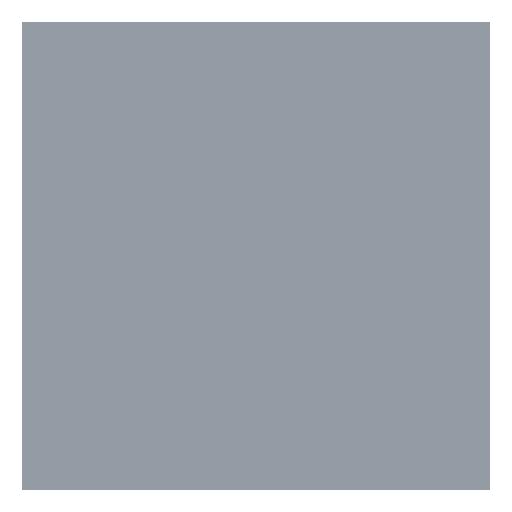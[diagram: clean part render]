
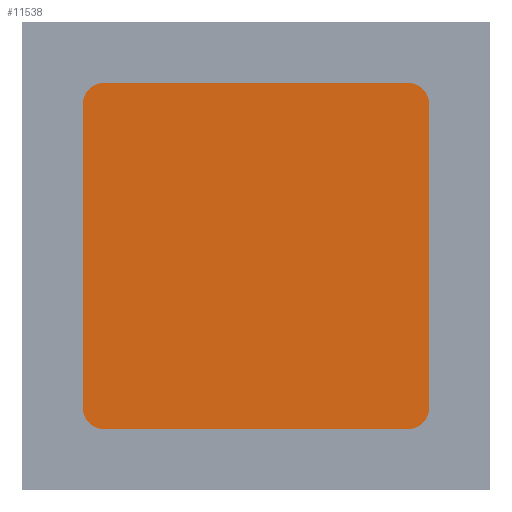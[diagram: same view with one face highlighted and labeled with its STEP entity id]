
A CAD part, top view. The second image highlights one B-rep face of the part: STEP entity #11538.
In plain terms, the highlighted face is planar.
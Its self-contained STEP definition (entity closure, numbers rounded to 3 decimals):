
#11295=CARTESIAN_POINT('',(7.5,0.4,7.5));
#11296=DIRECTION('',(0.,1.,0.));
#11297=DIRECTION('',(0.,0.,1.));
#11298=AXIS2_PLACEMENT_3D('',#11295,#11296,#11297);
#11303=DIRECTION('',(1.,0.,0.));
#11304=VECTOR('',#11303,15.);
#11305=CARTESIAN_POINT('',(-7.5,0.4,8.5));
#11306=LINE('',#11305,#11304);
#11310=CARTESIAN_POINT('',(-7.5,0.4,7.5));
#11311=DIRECTION('',(0.,1.,0.));
#11312=DIRECTION('',(-1.,0.,0.));
#11313=AXIS2_PLACEMENT_3D('',#11310,#11311,#11312);
#11318=DIRECTION('',(0.,0.,1.));
#11319=VECTOR('',#11318,15.);
#11320=CARTESIAN_POINT('',(-8.5,0.4,-7.5));
#11321=LINE('',#11320,#11319);
#11325=CARTESIAN_POINT('',(-7.5,0.4,-7.5));
#11326=DIRECTION('',(0.,1.,0.));
#11327=DIRECTION('',(0.,0.,-1.));
#11328=AXIS2_PLACEMENT_3D('',#11325,#11326,#11327);
#11333=DIRECTION('',(-1.,0.,0.));
#11334=VECTOR('',#11333,15.);
#11335=CARTESIAN_POINT('',(7.5,0.4,-8.5));
#11336=LINE('',#11335,#11334);
#11340=CARTESIAN_POINT('',(7.5,0.4,-7.5));
#11341=DIRECTION('',(0.,1.,0.));
#11342=DIRECTION('',(1.,0.,0.));
#11343=AXIS2_PLACEMENT_3D('',#11340,#11341,#11342);
#11348=DIRECTION('',(0.,0.,-1.));
#11349=VECTOR('',#11348,15.);
#11350=CARTESIAN_POINT('',(8.5,0.4,7.5));
#11351=LINE('',#11350,#11349);
#11359=CARTESIAN_POINT('',(7.5,0.4,8.5));
#11360=VERTEX_POINT('',#11359);
#11361=CARTESIAN_POINT('',(8.5,0.4,7.5));
#11362=VERTEX_POINT('',#11361);
#11367=CARTESIAN_POINT('',(8.5,0.4,-7.5));
#11368=VERTEX_POINT('',#11367);
#11369=CARTESIAN_POINT('',(7.5,0.4,-8.5));
#11370=VERTEX_POINT('',#11369);
#11375=CARTESIAN_POINT('',(-7.5,0.4,-8.5));
#11376=VERTEX_POINT('',#11375);
#11377=CARTESIAN_POINT('',(-8.5,0.4,-7.5));
#11378=VERTEX_POINT('',#11377);
#11383=CARTESIAN_POINT('',(-8.5,0.4,7.5));
#11384=VERTEX_POINT('',#11383);
#11385=CARTESIAN_POINT('',(-7.5,0.4,8.5));
#11386=VERTEX_POINT('',#11385);
#11523=CARTESIAN_POINT('',(0.,0.4,0.));
#11524=DIRECTION('',(0.,1.,0.));
#11525=DIRECTION('',(1.,0.,0.));
#11526=AXIS2_PLACEMENT_3D('',#11523,#11524,#11525);
#11527=PLANE('',#11526);
#11528=ORIENTED_EDGE('',*,*,#11419,.F.);
#11529=ORIENTED_EDGE('',*,*,#11435,.F.);
#11530=ORIENTED_EDGE('',*,*,#11448,.F.);
#11531=ORIENTED_EDGE('',*,*,#11461,.F.);
#11532=ORIENTED_EDGE('',*,*,#11476,.F.);
#11533=ORIENTED_EDGE('',*,*,#11489,.F.);
#11534=ORIENTED_EDGE('',*,*,#11504,.F.);
#11535=ORIENTED_EDGE('',*,*,#11516,.F.);
#11536=EDGE_LOOP('',(#11528,#11529,#11530,#11531,#11532,#11533,#11534,#11535));
#11537=FACE_OUTER_BOUND('',#11536,.F.);
#11299=CIRCLE('',#11298,1.);
#11314=CIRCLE('',#11313,1.);
#11329=CIRCLE('',#11328,1.);
#11344=CIRCLE('',#11343,1.);
#11419=EDGE_CURVE('',#11360,#11362,#11299,.T.);
#11435=EDGE_CURVE('',#11386,#11360,#11306,.T.);
#11448=EDGE_CURVE('',#11384,#11386,#11314,.T.);
#11461=EDGE_CURVE('',#11378,#11384,#11321,.T.);
#11476=EDGE_CURVE('',#11376,#11378,#11329,.T.);
#11489=EDGE_CURVE('',#11370,#11376,#11336,.T.);
#11504=EDGE_CURVE('',#11368,#11370,#11344,.T.);
#11516=EDGE_CURVE('',#11362,#11368,#11351,.T.);
#11538=ADVANCED_FACE('',(#11537),#11527,.T.);
